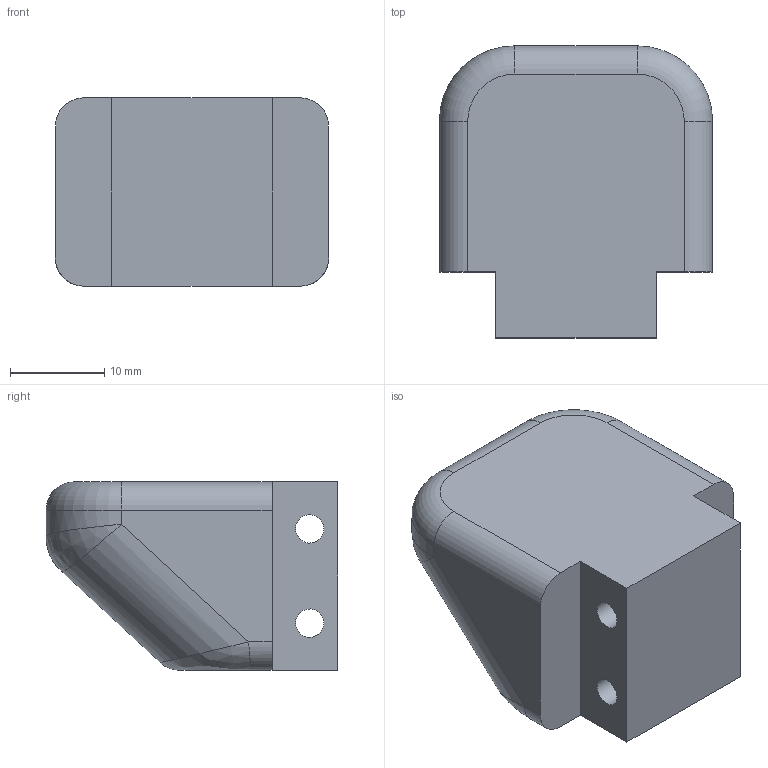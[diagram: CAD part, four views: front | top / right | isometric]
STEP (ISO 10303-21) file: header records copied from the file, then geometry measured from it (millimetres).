
FILE_DESCRIPTION(('FreeCAD Model'),'2;1');
FILE_NAME('S4.step' ,'2016-01-02T21:06:24',('Author'),(''), 'Open CASCADE STEP processor 6.8','FreeCAD','Unknown');
FILE_SCHEMA(('AUTOMOTIVE_DESIGN_CC2 { 1 2 10303 214 -1 1 5 4 }'));
Length unit declared in the file: millimetre
Products named in the file (1): S4_
Bounding box: 29 x 31 x 20 mm (x, y, z)
Volume: 12907.2 mm3; surface area: 3588.3 mm2
Topology: 1 solids, 1 shells, 30 faces, 72 edges, 42 vertices
Faces by surface type: plane 11, cylinder 9, bspline 8, torus 2
Entity records: 4172 total; most frequent: CARTESIAN_POINT 2681, DIRECTION 189, ORIENTED_EDGE 140, PCURVE 140, DEFINITIONAL_REPRESENTATION 140, LINE 120, VECTOR 120, EDGE_CURVE 70
